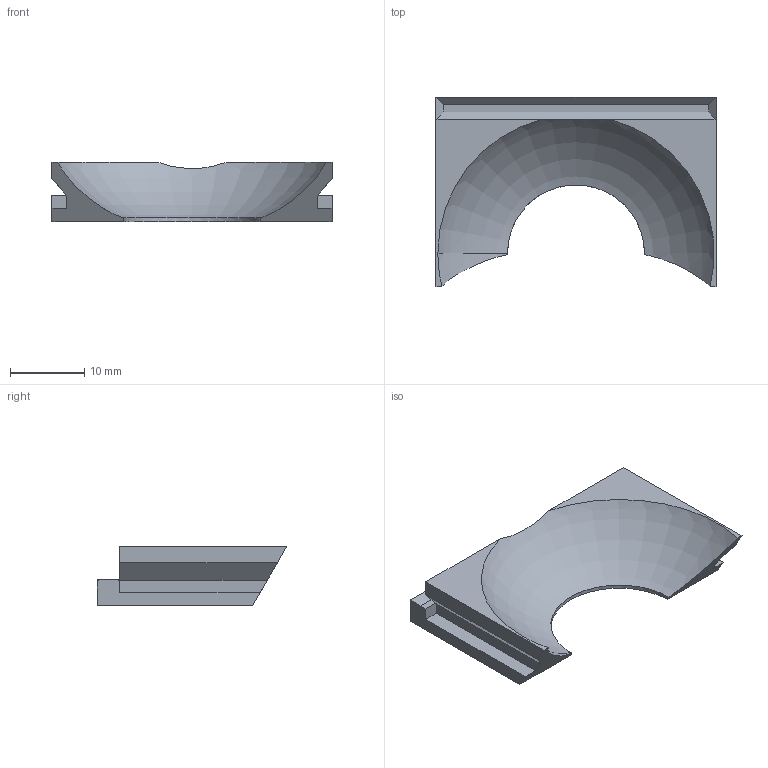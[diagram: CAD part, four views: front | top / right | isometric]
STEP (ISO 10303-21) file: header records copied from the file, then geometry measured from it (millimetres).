
FILE_DESCRIPTION(/* description */ (''),/* implementation_level */ '2;1');
FILE_NAME(/* name */ 'Pellet Burner scoop, front.step',/* time_stamp */ '2025-04-02T21:25:22-07:00',/* author */ (''),/* organization */ (''),/* preprocessor_version */ 'ST-DEVELOPER v20.1',/* originating_system */ 'Autodesk Translation Framework v14.4.0.0',/* authorisation */ '');
FILE_SCHEMA (('AUTOMOTIVE_DESIGN { 1 0 10303 214 3 1 1 }'));
Length unit declared in the file: millimetre
Products named in the file (2): Pellet Burner; Toolhead
Assembly tree (1 placements, depth 2):
  Pellet Burner
    Toolhead
Bounding box: 37.8 x 25.58 x 8 mm (x, y, z)
Volume: 2877 mm3; surface area: 2379.8 mm2
Topology: 1 solids, 1 shells, 27 faces, 69 edges, 44 vertices
Faces by surface type: plane 24, bspline 2, cylinder 1
Entity records: 1113 total; most frequent: CARTESIAN_POINT 365, ORIENTED_EDGE 138, DIRECTION 129, EDGE_CURVE 69, LINE 57, VECTOR 57, VERTEX_POINT 44, AXIS2_PLACEMENT_3D 36
